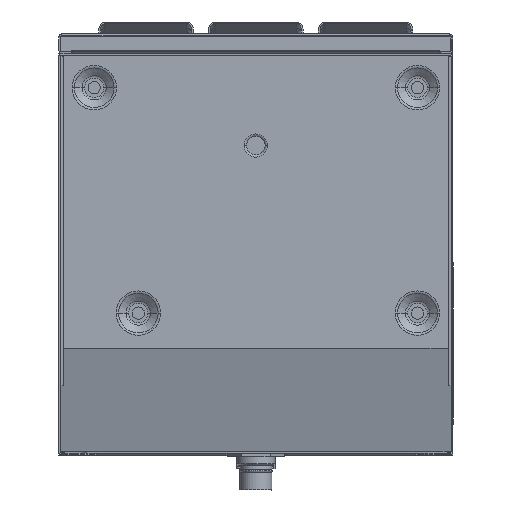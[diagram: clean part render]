
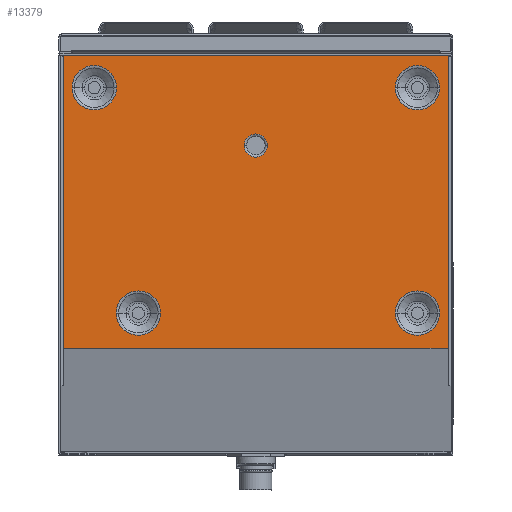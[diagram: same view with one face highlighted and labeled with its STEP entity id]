
A CAD part, front view. The second image highlights one B-rep face of the part: STEP entity #13379.
In plain terms, the highlighted planar face has unit normal (0, -1, 0).
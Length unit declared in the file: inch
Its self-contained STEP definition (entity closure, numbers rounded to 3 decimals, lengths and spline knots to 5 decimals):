
#16 = CARTESIAN_POINT ( 'NONE',  ( -4.90413, -10.24603, 4.8168 ) ) ;
#457 = CARTESIAN_POINT ( 'NONE',  ( 4.904, -10.24603, -2.63875 ) ) ;
#1100 = DIRECTION ( 'NONE',  ( 0., 0., 1. ) ) ;
#1953 = CARTESIAN_POINT ( 'NONE',  ( -0.00007, -10.24603, 2.53084 ) ) ;
#3104 = LINE ( 'NONE', #43453, #147731 ) ;
#4461 = AXIS2_PLACEMENT_3D ( 'NONE', #68143, #117231, #140233 ) ;
#4756 = DIRECTION ( 'NONE',  ( 0., -1., 0. ) ) ;
#5554 = DIRECTION ( 'NONE',  ( 1., 0., 0. ) ) ;
#6447 = DIRECTION ( 'NONE',  ( 0., -1., 0. ) ) ;
#7352 = EDGE_CURVE ( 'NONE', #133991, #41619, #66192, .T. ) ;
#7706 = CARTESIAN_POINT ( 'NONE',  ( -4.12507, -10.24603, 4.00553 ) ) ;
#9292 = CARTESIAN_POINT ( 'NONE',  ( 3.55901, -10.24603, 4.00553 ) ) ;
#9410 = EDGE_CURVE ( 'NONE', #92983, #77587, #81788, .T. ) ;
#12007 = EDGE_CURVE ( 'NONE', #120723, #23249, #155510, .T. ) ;
#13264 = CARTESIAN_POINT ( 'NONE',  ( -2.43415, -10.24603, -1.74447 ) ) ;
#13379 = ADVANCED_FACE ( 'NONE', ( #45073, #22110, #57699, #56916, #105242, #118675 ), #45860, .F. ) ;
#15303 = CARTESIAN_POINT ( 'NONE',  ( 3.55901, -10.24603, -1.74447 ) ) ;
#15818 = CARTESIAN_POINT ( 'NONE',  ( -0.00007, -10.24603, 2.53084 ) ) ;
#19019 = DIRECTION ( 'NONE',  ( 0., 0., 1. ) ) ;
#21683 = EDGE_CURVE ( 'NONE', #77587, #92983, #65270, .T. ) ;
#22110 = FACE_BOUND ( 'NONE', #155614, .T. ) ;
#22243 = EDGE_LOOP ( 'NONE', ( #147458, #104013 ) ) ;
#22708 = CARTESIAN_POINT ( 'NONE',  ( 0.29493, -10.24603, 2.53084 ) ) ;
#23249 = VERTEX_POINT ( 'NONE', #112313 ) ;
#31105 = CARTESIAN_POINT ( 'NONE',  ( 4.12493, -10.24603, -1.74447 ) ) ;
#31978 = VECTOR ( 'NONE', #1100, 39.37008 ) ;
#32278 = CIRCLE ( 'NONE', #4461, 0.56592 ) ;
#33065 = LINE ( 'NONE', #81345, #125676 ) ;
#34017 = EDGE_CURVE ( 'NONE', #23249, #120723, #32278, .T. ) ;
#38718 = AXIS2_PLACEMENT_3D ( 'NONE', #1953, #99347, #121537 ) ;
#39499 = VERTEX_POINT ( 'NONE', #140664 ) ;
#41619 = VERTEX_POINT ( 'NONE', #15303 ) ;
#42093 = CARTESIAN_POINT ( 'NONE',  ( -4.12507, -10.24603, 4.00553 ) ) ;
#43453 = CARTESIAN_POINT ( 'NONE',  ( -4.90413, -10.24603, -2.63875 ) ) ;
#44649 = ORIENTED_EDGE ( 'NONE', *, *, #9410, .T. ) ;
#45073 = FACE_OUTER_BOUND ( 'NONE', #117634, .T. ) ;
#45860 = PLANE ( 'NONE',  #46502 ) ;
#45945 = CARTESIAN_POINT ( 'NONE',  ( 4.69085, -10.24603, -1.74447 ) ) ;
#46502 = AXIS2_PLACEMENT_3D ( 'NONE', #153580, #106028, #93382 ) ;
#49493 = CARTESIAN_POINT ( 'NONE',  ( 4.12493, -10.24603, 4.00553 ) ) ;
#51770 = EDGE_CURVE ( 'NONE', #135051, #77228, #90449, .T. ) ;
#52175 = DIRECTION ( 'NONE',  ( -1., 0., 0. ) ) ;
#54421 = AXIS2_PLACEMENT_3D ( 'NONE', #7706, #113840, #78176 ) ;
#56009 = DIRECTION ( 'NONE',  ( -1., 0., 0. ) ) ;
#56802 = LINE ( 'NONE', #76311, #31978 ) ;
#56916 = FACE_BOUND ( 'NONE', #22243, .T. ) ;
#57699 = FACE_BOUND ( 'NONE', #150399, .T. ) ;
#59824 = VERTEX_POINT ( 'NONE', #457 ) ;
#63105 = EDGE_CURVE ( 'NONE', #59824, #133223, #91065, .T. ) ;
#63348 = CARTESIAN_POINT ( 'NONE',  ( 4.12493, -10.24603, -1.74447 ) ) ;
#63632 = ORIENTED_EDGE ( 'NONE', *, *, #129348, .F. ) ;
#64289 = ORIENTED_EDGE ( 'NONE', *, *, #75119, .T. ) ;
#64814 = DIRECTION ( 'NONE',  ( 1., 0., 0. ) ) ;
#65270 = CIRCLE ( 'NONE', #88023, 0.295 ) ;
#66192 = CIRCLE ( 'NONE', #96577, 0.56592 ) ;
#66602 = DIRECTION ( 'NONE',  ( 0., -1., 0. ) ) ;
#68143 = CARTESIAN_POINT ( 'NONE',  ( 4.12493, -10.24603, 4.00553 ) ) ;
#70890 = DIRECTION ( 'NONE',  ( 0., -1., 0. ) ) ;
#72089 = VERTEX_POINT ( 'NONE', #137462 ) ;
#72647 = CARTESIAN_POINT ( 'NONE',  ( -0.29507, -10.24603, 2.53084 ) ) ;
#73753 = VECTOR ( 'NONE', #19019, 39.37008 ) ;
#75119 = EDGE_CURVE ( 'NONE', #72089, #59824, #3104, .T. ) ;
#76311 = CARTESIAN_POINT ( 'NONE',  ( -4.90413, -10.24603, 4.8168 ) ) ;
#76920 = CARTESIAN_POINT ( 'NONE',  ( -3.00007, -10.24603, -1.74447 ) ) ;
#77228 = VERTEX_POINT ( 'NONE', #99588 ) ;
#77416 = EDGE_CURVE ( 'NONE', #84121, #39499, #122695, .T. ) ;
#77587 = VERTEX_POINT ( 'NONE', #22708 ) ;
#78176 = DIRECTION ( 'NONE',  ( 1., 0., 0. ) ) ;
#79375 = DIRECTION ( 'NONE',  ( 1., 0., 0. ) ) ;
#81345 = CARTESIAN_POINT ( 'NONE',  ( 4.904, -10.24603, 4.8168 ) ) ;
#81788 = CIRCLE ( 'NONE', #38718, 0.295 ) ;
#84121 = VERTEX_POINT ( 'NONE', #92825 ) ;
#85964 = CIRCLE ( 'NONE', #123958, 0.56592 ) ;
#88023 = AXIS2_PLACEMENT_3D ( 'NONE', #15818, #98939, #52175 ) ;
#90063 = EDGE_CURVE ( 'NONE', #77228, #135051, #147008, .T. ) ;
#90127 = ORIENTED_EDGE ( 'NONE', *, *, #21683, .T. ) ;
#90449 = CIRCLE ( 'NONE', #118213, 0.56592 ) ;
#91065 = LINE ( 'NONE', #102909, #73753 ) ;
#92825 = CARTESIAN_POINT ( 'NONE',  ( -3.55915, -10.24603, 4.00553 ) ) ;
#92983 = VERTEX_POINT ( 'NONE', #72647 ) ;
#93382 = DIRECTION ( 'NONE',  ( 0., 0., -1. ) ) ;
#96577 = AXIS2_PLACEMENT_3D ( 'NONE', #31105, #141932, #79375 ) ;
#98939 = DIRECTION ( 'NONE',  ( 0., 1., 0. ) ) ;
#99105 = VERTEX_POINT ( 'NONE', #16 ) ;
#99347 = DIRECTION ( 'NONE',  ( 0., 1., 0. ) ) ;
#99379 = DIRECTION ( 'NONE',  ( 0., -1., 0. ) ) ;
#99588 = CARTESIAN_POINT ( 'NONE',  ( -3.56599, -10.24603, -1.74447 ) ) ;
#101187 = EDGE_CURVE ( 'NONE', #72089, #99105, #56802, .T. ) ;
#102909 = CARTESIAN_POINT ( 'NONE',  ( 4.904, -10.24603, -2.63875 ) ) ;
#103383 = CIRCLE ( 'NONE', #141383, 0.56592 ) ;
#104013 = ORIENTED_EDGE ( 'NONE', *, *, #127108, .F. ) ;
#104163 = CARTESIAN_POINT ( 'NONE',  ( 4.904, -10.24603, 4.8168 ) ) ;
#105242 = FACE_BOUND ( 'NONE', #122062, .T. ) ;
#106028 = DIRECTION ( 'NONE',  ( 0., 1., 0. ) ) ;
#109406 = EDGE_LOOP ( 'NONE', ( #124282, #115213 ) ) ;
#112313 = CARTESIAN_POINT ( 'NONE',  ( 4.69085, -10.24603, 4.00553 ) ) ;
#113840 = DIRECTION ( 'NONE',  ( 0., -1., 0. ) ) ;
#114910 = DIRECTION ( 'NONE',  ( 1., 0., 0. ) ) ;
#114919 = DIRECTION ( 'NONE',  ( 1., 0., 0. ) ) ;
#115213 = ORIENTED_EDGE ( 'NONE', *, *, #90063, .F. ) ;
#117231 = DIRECTION ( 'NONE',  ( 0., -1., 0. ) ) ;
#117634 = EDGE_LOOP ( 'NONE', ( #144149, #147512, #140178, #64289 ) ) ;
#118213 = AXIS2_PLACEMENT_3D ( 'NONE', #154902, #70890, #131866 ) ;
#118675 = FACE_BOUND ( 'NONE', #109406, .T. ) ;
#120723 = VERTEX_POINT ( 'NONE', #9292 ) ;
#120823 = EDGE_CURVE ( 'NONE', #133223, #99105, #33065, .T. ) ;
#121537 = DIRECTION ( 'NONE',  ( -1., 0., 0. ) ) ;
#122062 = EDGE_LOOP ( 'NONE', ( #141227, #63632 ) ) ;
#122695 = CIRCLE ( 'NONE', #54421, 0.56592 ) ;
#123958 = AXIS2_PLACEMENT_3D ( 'NONE', #42093, #66602, #114919 ) ;
#124282 = ORIENTED_EDGE ( 'NONE', *, *, #51770, .F. ) ;
#125057 = AXIS2_PLACEMENT_3D ( 'NONE', #49493, #99379, #133446 ) ;
#125676 = VECTOR ( 'NONE', #56009, 39.37008 ) ;
#127108 = EDGE_CURVE ( 'NONE', #41619, #133991, #103383, .T. ) ;
#129348 = EDGE_CURVE ( 'NONE', #39499, #84121, #85964, .T. ) ;
#131866 = DIRECTION ( 'NONE',  ( 1., 0., 0. ) ) ;
#133223 = VERTEX_POINT ( 'NONE', #104163 ) ;
#133446 = DIRECTION ( 'NONE',  ( 1., 0., 0. ) ) ;
#133991 = VERTEX_POINT ( 'NONE', #45945 ) ;
#135051 = VERTEX_POINT ( 'NONE', #13264 ) ;
#137462 = CARTESIAN_POINT ( 'NONE',  ( -4.90413, -10.24603, -2.63875 ) ) ;
#140178 = ORIENTED_EDGE ( 'NONE', *, *, #101187, .F. ) ;
#140233 = DIRECTION ( 'NONE',  ( 1., 0., 0. ) ) ;
#140664 = CARTESIAN_POINT ( 'NONE',  ( -4.69099, -10.24603, 4.00553 ) ) ;
#141227 = ORIENTED_EDGE ( 'NONE', *, *, #77416, .F. ) ;
#141383 = AXIS2_PLACEMENT_3D ( 'NONE', #63348, #4756, #5554 ) ;
#141932 = DIRECTION ( 'NONE',  ( 0., -1., 0. ) ) ;
#144149 = ORIENTED_EDGE ( 'NONE', *, *, #63105, .T. ) ;
#144150 = ORIENTED_EDGE ( 'NONE', *, *, #12007, .F. ) ;
#147008 = CIRCLE ( 'NONE', #152001, 0.56592 ) ;
#147458 = ORIENTED_EDGE ( 'NONE', *, *, #7352, .F. ) ;
#147512 = ORIENTED_EDGE ( 'NONE', *, *, #120823, .T. ) ;
#147731 = VECTOR ( 'NONE', #64814, 39.37008 ) ;
#150399 = EDGE_LOOP ( 'NONE', ( #153188, #144150 ) ) ;
#152001 = AXIS2_PLACEMENT_3D ( 'NONE', #76920, #6447, #114910 ) ;
#153188 = ORIENTED_EDGE ( 'NONE', *, *, #34017, .F. ) ;
#153580 = CARTESIAN_POINT ( 'NONE',  ( -4.90413, -10.24603, -2.63227 ) ) ;
#154902 = CARTESIAN_POINT ( 'NONE',  ( -3.00007, -10.24603, -1.74447 ) ) ;
#155510 = CIRCLE ( 'NONE', #125057, 0.56592 ) ;
#155614 = EDGE_LOOP ( 'NONE', ( #44649, #90127 ) ) ;
